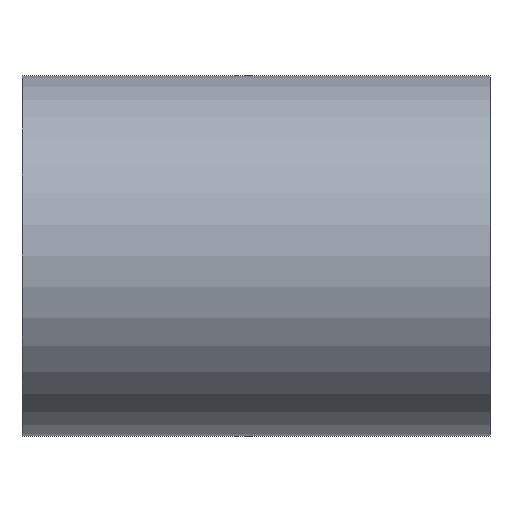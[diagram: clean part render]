
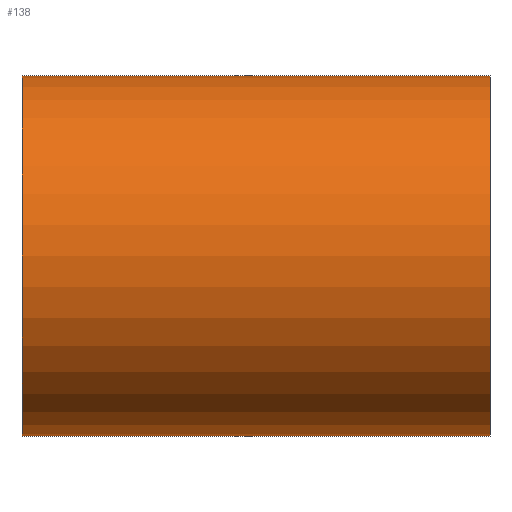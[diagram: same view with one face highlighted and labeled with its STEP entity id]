
A CAD part, front view. The second image highlights one B-rep face of the part: STEP entity #138.
In plain terms, the highlighted cylindrical face has radius 26.194 mm (diameter 52.388 mm), a partial arc.
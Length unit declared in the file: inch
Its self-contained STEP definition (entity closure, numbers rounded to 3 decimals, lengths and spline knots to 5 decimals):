
#15 = VERTEX_POINT ( 'NONE', #267 ) ;
#28 = CARTESIAN_POINT ( 'NONE',  ( 1.3385, 0., -1.03125 ) ) ;
#31 = CARTESIAN_POINT ( 'NONE',  ( 0., 0., 1.03125 ) ) ;
#45 = FACE_OUTER_BOUND ( 'NONE', #84, .T. ) ;
#62 = DIRECTION ( 'NONE',  ( -1., 0., 0. ) ) ;
#83 = CARTESIAN_POINT ( 'NONE',  ( -1.3385, 0., -1.03125 ) ) ;
#84 = EDGE_LOOP ( 'NONE', ( #531, #213, #339, #529 ) ) ;
#88 = VERTEX_POINT ( 'NONE', #398 ) ;
#89 = VECTOR ( 'NONE', #288, 39.37008 ) ;
#114 = VERTEX_POINT ( 'NONE', #83 ) ;
#138 = ADVANCED_FACE ( 'NONE', ( #45 ), #658, .T. ) ;
#147 = AXIS2_PLACEMENT_3D ( 'NONE', #373, #62, #624 ) ;
#198 = DIRECTION ( 'NONE',  ( -1., 0., 0. ) ) ;
#203 = AXIS2_PLACEMENT_3D ( 'NONE', #662, #457, #511 ) ;
#207 = LINE ( 'NONE', #659, #342 ) ;
#213 = ORIENTED_EDGE ( 'NONE', *, *, #404, .T. ) ;
#248 = EDGE_CURVE ( 'NONE', #114, #88, #491, .T. ) ;
#267 = CARTESIAN_POINT ( 'NONE',  ( 1.3385, 0., 1.03125 ) ) ;
#288 = DIRECTION ( 'NONE',  ( -1., 0., 0. ) ) ;
#339 = ORIENTED_EDGE ( 'NONE', *, *, #514, .T. ) ;
#342 = VECTOR ( 'NONE', #467, 39.37008 ) ;
#373 = CARTESIAN_POINT ( 'NONE',  ( 1.3385, 0., 0. ) ) ;
#398 = CARTESIAN_POINT ( 'NONE',  ( -1.3385, 0., 1.03125 ) ) ;
#401 = DIRECTION ( 'NONE',  ( 0., 0., 1. ) ) ;
#404 = EDGE_CURVE ( 'NONE', #445, #15, #578, .T. ) ;
#445 = VERTEX_POINT ( 'NONE', #28 ) ;
#457 = DIRECTION ( 'NONE',  ( -1., 0., 0. ) ) ;
#461 = AXIS2_PLACEMENT_3D ( 'NONE', #540, #198, #401 ) ;
#467 = DIRECTION ( 'NONE',  ( -1., 0., 0. ) ) ;
#491 = CIRCLE ( 'NONE', #203, 1.03125 ) ;
#511 = DIRECTION ( 'NONE',  ( 0., 0., 1. ) ) ;
#514 = EDGE_CURVE ( 'NONE', #15, #88, #589, .T. ) ;
#529 = ORIENTED_EDGE ( 'NONE', *, *, #248, .F. ) ;
#531 = ORIENTED_EDGE ( 'NONE', *, *, #610, .F. ) ;
#540 = CARTESIAN_POINT ( 'NONE',  ( 0., 0., 0. ) ) ;
#578 = CIRCLE ( 'NONE', #147, 1.03125 ) ;
#589 = LINE ( 'NONE', #31, #89 ) ;
#610 = EDGE_CURVE ( 'NONE', #445, #114, #207, .T. ) ;
#624 = DIRECTION ( 'NONE',  ( 0., 0., 1. ) ) ;
#658 = CYLINDRICAL_SURFACE ( 'NONE', #461, 1.03125 ) ;
#659 = CARTESIAN_POINT ( 'NONE',  ( 0., 0., -1.03125 ) ) ;
#662 = CARTESIAN_POINT ( 'NONE',  ( -1.3385, 0., 0. ) ) ;
